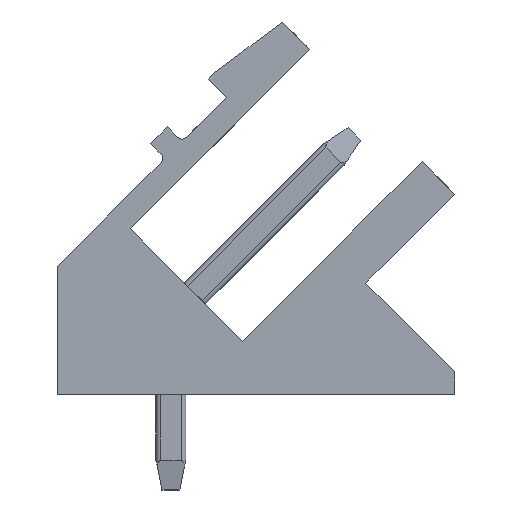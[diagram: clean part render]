
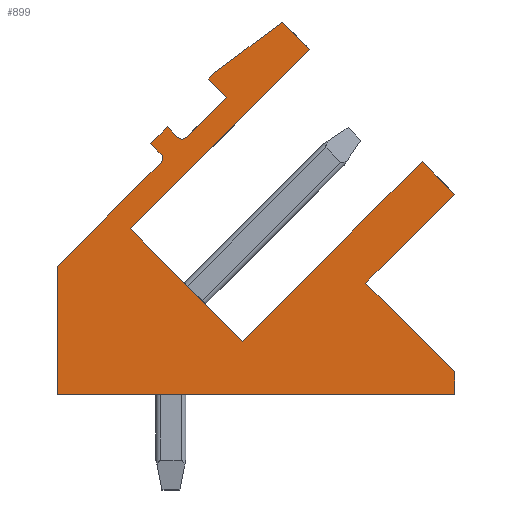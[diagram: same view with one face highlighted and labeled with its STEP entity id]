
A CAD part, left-side view. The second image highlights one B-rep face of the part: STEP entity #899.
In plain terms, the highlighted planar face has unit normal (-1, 0, 0).
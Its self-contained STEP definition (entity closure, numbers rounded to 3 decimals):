
#760=AXIS2_PLACEMENT_3D('Circle Axis2P3D',#758,#759,$) ;
#774=AXIS2_PLACEMENT_3D('Plane Axis2P3D',#771,#772,#773) ;
#818=AXIS2_PLACEMENT_3D('Circle Axis2P3D',#816,#817,$) ;
#224=CARTESIAN_POINT('Vertex',(0.,8.98,11.809)) ;
#227=CARTESIAN_POINT('Line Origine',(0.,8.309,12.481)) ;
#231=CARTESIAN_POINT('Vertex',(0.,7.637,13.153)) ;
#410=CARTESIAN_POINT('Vertex',(0.,4.851,14.751)) ;
#413=CARTESIAN_POINT('Line Origine',(0.,7.856,11.746)) ;
#417=CARTESIAN_POINT('Vertex',(0.,10.861,8.74)) ;
#471=CARTESIAN_POINT('Vertex',(0.,5.77,15.67)) ;
#474=CARTESIAN_POINT('Line Origine',(0.,5.31,15.21)) ;
#585=CARTESIAN_POINT('Line Origine',(0.,7.941,13.457)) ;
#589=CARTESIAN_POINT('Vertex',(0.,8.245,13.761)) ;
#755=CARTESIAN_POINT('Vertex',(0.,9.263,11.809)) ;
#758=CARTESIAN_POINT('Axis2P3D Location',(0.,9.122,11.951)) ;
#771=CARTESIAN_POINT('Axis2P3D Location',(0.,0.,0.)) ;
#776=CARTESIAN_POINT('Line Origine',(0.,8.98,6.859)) ;
#780=CARTESIAN_POINT('Vertex',(0.,7.099,4.979)) ;
#783=CARTESIAN_POINT('Line Origine',(0.,6.901,14.821)) ;
#787=CARTESIAN_POINT('Vertex',(0.,8.033,13.973)) ;
#790=CARTESIAN_POINT('Line Origine',(0.,8.139,13.867)) ;
#795=CARTESIAN_POINT('Line Origine',(0.,9.44,11.986)) ;
#799=CARTESIAN_POINT('Vertex',(0.,9.617,12.163)) ;
#802=CARTESIAN_POINT('Line Origine',(0.,9.899,11.88)) ;
#806=CARTESIAN_POINT('Vertex',(0.,10.182,11.597)) ;
#809=CARTESIAN_POINT('Line Origine',(0.,10.006,11.42)) ;
#813=CARTESIAN_POINT('Vertex',(0.,9.829,11.244)) ;
#816=CARTESIAN_POINT('Axis2P3D Location',(0.,9.97,11.102)) ;
#820=CARTESIAN_POINT('Vertex',(0.,9.829,10.961)) ;
#823=CARTESIAN_POINT('Line Origine',(0.,11.564,9.225)) ;
#827=CARTESIAN_POINT('Vertex',(0.,13.3,7.489)) ;
#830=CARTESIAN_POINT('Line Origine',(0.,13.3,5.345)) ;
#834=CARTESIAN_POINT('Vertex',(0.,13.3,3.2)) ;
#837=CARTESIAN_POINT('Line Origine',(0.,6.65,3.2)) ;
#841=CARTESIAN_POINT('Vertex',(0.,0.,3.2)) ;
#844=CARTESIAN_POINT('Line Origine',(0.,0.,3.58)) ;
#848=CARTESIAN_POINT('Vertex',(0.,0.,3.96)) ;
#851=CARTESIAN_POINT('Line Origine',(0.,1.485,5.445)) ;
#855=CARTESIAN_POINT('Vertex',(0.,2.97,6.93)) ;
#858=CARTESIAN_POINT('Line Origine',(0.,1.485,8.415)) ;
#862=CARTESIAN_POINT('Vertex',(0.,0.,9.9)) ;
#865=CARTESIAN_POINT('Line Origine',(0.,0.544,10.444)) ;
#869=CARTESIAN_POINT('Vertex',(0.,1.089,10.989)) ;
#872=CARTESIAN_POINT('Line Origine',(0.,4.094,7.984)) ;
#228=DIRECTION('Vector Direction',(0.,-0.707,0.707)) ;
#414=DIRECTION('Vector Direction',(0.,0.707,-0.707)) ;
#475=DIRECTION('Vector Direction',(0.,-0.707,-0.707)) ;
#586=DIRECTION('Vector Direction',(0.,0.707,0.707)) ;
#759=DIRECTION('Axis2P3D Direction',(-1.,0.,0.)) ;
#772=DIRECTION('Axis2P3D Direction',(-1.,0.,0.)) ;
#773=DIRECTION('Axis2P3D XDirection',(0.,0.,1.)) ;
#777=DIRECTION('Vector Direction',(0.,-0.707,-0.707)) ;
#784=DIRECTION('Vector Direction',(0.,-0.8,0.6)) ;
#791=DIRECTION('Vector Direction',(0.,-0.707,0.707)) ;
#796=DIRECTION('Vector Direction',(0.,-0.707,-0.707)) ;
#803=DIRECTION('Vector Direction',(0.,-0.707,0.707)) ;
#810=DIRECTION('Vector Direction',(0.,0.707,0.707)) ;
#817=DIRECTION('Axis2P3D Direction',(-1.,0.,0.)) ;
#824=DIRECTION('Vector Direction',(0.,-0.707,0.707)) ;
#831=DIRECTION('Vector Direction',(0.,0.,1.)) ;
#838=DIRECTION('Vector Direction',(0.,1.,0.)) ;
#845=DIRECTION('Vector Direction',(0.,0.,-1.)) ;
#852=DIRECTION('Vector Direction',(0.,-0.707,-0.707)) ;
#859=DIRECTION('Vector Direction',(0.,0.707,-0.707)) ;
#866=DIRECTION('Vector Direction',(0.,-0.707,-0.707)) ;
#873=DIRECTION('Vector Direction',(0.,-0.707,0.707)) ;
#229=VECTOR('Line Direction',#228,1.) ;
#415=VECTOR('Line Direction',#414,1.) ;
#476=VECTOR('Line Direction',#475,1.) ;
#587=VECTOR('Line Direction',#586,1.) ;
#778=VECTOR('Line Direction',#777,1.) ;
#785=VECTOR('Line Direction',#784,1.) ;
#792=VECTOR('Line Direction',#791,1.) ;
#797=VECTOR('Line Direction',#796,1.) ;
#804=VECTOR('Line Direction',#803,1.) ;
#811=VECTOR('Line Direction',#810,1.) ;
#825=VECTOR('Line Direction',#824,1.) ;
#832=VECTOR('Line Direction',#831,1.) ;
#839=VECTOR('Line Direction',#838,1.) ;
#846=VECTOR('Line Direction',#845,1.) ;
#853=VECTOR('Line Direction',#852,1.) ;
#860=VECTOR('Line Direction',#859,1.) ;
#867=VECTOR('Line Direction',#866,1.) ;
#874=VECTOR('Line Direction',#873,1.) ;
#878=ORIENTED_EDGE('',*,*,#782,.T.) ;
#879=ORIENTED_EDGE('',*,*,#419,.T.) ;
#880=ORIENTED_EDGE('',*,*,#478,.T.) ;
#881=ORIENTED_EDGE('',*,*,#789,.T.) ;
#882=ORIENTED_EDGE('',*,*,#794,.T.) ;
#883=ORIENTED_EDGE('',*,*,#591,.T.) ;
#884=ORIENTED_EDGE('',*,*,#233,.T.) ;
#885=ORIENTED_EDGE('',*,*,#762,.T.) ;
#886=ORIENTED_EDGE('',*,*,#801,.T.) ;
#887=ORIENTED_EDGE('',*,*,#808,.T.) ;
#888=ORIENTED_EDGE('',*,*,#815,.T.) ;
#889=ORIENTED_EDGE('',*,*,#822,.T.) ;
#890=ORIENTED_EDGE('',*,*,#829,.T.) ;
#891=ORIENTED_EDGE('',*,*,#836,.T.) ;
#892=ORIENTED_EDGE('',*,*,#843,.T.) ;
#893=ORIENTED_EDGE('',*,*,#850,.T.) ;
#894=ORIENTED_EDGE('',*,*,#857,.T.) ;
#895=ORIENTED_EDGE('',*,*,#864,.T.) ;
#896=ORIENTED_EDGE('',*,*,#871,.T.) ;
#897=ORIENTED_EDGE('',*,*,#876,.T.) ;
#899=ADVANCED_FACE('Housing',(#898),#775,.T.) ;
#761=CIRCLE('generated circle',#760,0.2) ;
#819=CIRCLE('generated circle',#818,0.2) ;
#233=EDGE_CURVE('',#232,#225,#230,.F.) ;
#419=EDGE_CURVE('',#418,#411,#416,.F.) ;
#478=EDGE_CURVE('',#411,#472,#477,.F.) ;
#591=EDGE_CURVE('',#590,#232,#588,.F.) ;
#762=EDGE_CURVE('',#225,#756,#761,.F.) ;
#782=EDGE_CURVE('',#781,#418,#779,.F.) ;
#789=EDGE_CURVE('',#472,#788,#786,.F.) ;
#794=EDGE_CURVE('',#788,#590,#793,.F.) ;
#801=EDGE_CURVE('',#756,#800,#798,.F.) ;
#808=EDGE_CURVE('',#800,#807,#805,.F.) ;
#815=EDGE_CURVE('',#807,#814,#812,.F.) ;
#822=EDGE_CURVE('',#814,#821,#819,.F.) ;
#829=EDGE_CURVE('',#821,#828,#826,.F.) ;
#836=EDGE_CURVE('',#828,#835,#833,.F.) ;
#843=EDGE_CURVE('',#835,#842,#840,.F.) ;
#850=EDGE_CURVE('',#842,#849,#847,.F.) ;
#857=EDGE_CURVE('',#849,#856,#854,.F.) ;
#864=EDGE_CURVE('',#856,#863,#861,.F.) ;
#871=EDGE_CURVE('',#863,#870,#868,.F.) ;
#876=EDGE_CURVE('',#870,#781,#875,.F.) ;
#877=EDGE_LOOP('',(#878,#879,#880,#881,#882,#883,#884,#885,#886,#887,#888,#889,#890,#891,#892,#893,#894,#895,#896,#897)) ;
#898=FACE_OUTER_BOUND('',#877,.T.) ;
#230=LINE('Line',#227,#229) ;
#416=LINE('Line',#413,#415) ;
#477=LINE('Line',#474,#476) ;
#588=LINE('Line',#585,#587) ;
#779=LINE('Line',#776,#778) ;
#786=LINE('Line',#783,#785) ;
#793=LINE('Line',#790,#792) ;
#798=LINE('Line',#795,#797) ;
#805=LINE('Line',#802,#804) ;
#812=LINE('Line',#809,#811) ;
#826=LINE('Line',#823,#825) ;
#833=LINE('Line',#830,#832) ;
#840=LINE('Line',#837,#839) ;
#847=LINE('Line',#844,#846) ;
#854=LINE('Line',#851,#853) ;
#861=LINE('Line',#858,#860) ;
#868=LINE('Line',#865,#867) ;
#875=LINE('Line',#872,#874) ;
#775=PLANE('',#774) ;
#225=VERTEX_POINT('',#224) ;
#232=VERTEX_POINT('',#231) ;
#411=VERTEX_POINT('',#410) ;
#418=VERTEX_POINT('',#417) ;
#472=VERTEX_POINT('',#471) ;
#590=VERTEX_POINT('',#589) ;
#756=VERTEX_POINT('',#755) ;
#781=VERTEX_POINT('',#780) ;
#788=VERTEX_POINT('',#787) ;
#800=VERTEX_POINT('',#799) ;
#807=VERTEX_POINT('',#806) ;
#814=VERTEX_POINT('',#813) ;
#821=VERTEX_POINT('',#820) ;
#828=VERTEX_POINT('',#827) ;
#835=VERTEX_POINT('',#834) ;
#842=VERTEX_POINT('',#841) ;
#849=VERTEX_POINT('',#848) ;
#856=VERTEX_POINT('',#855) ;
#863=VERTEX_POINT('',#862) ;
#870=VERTEX_POINT('',#869) ;
